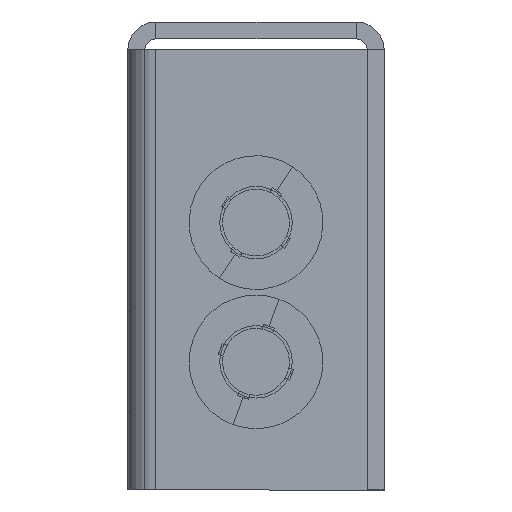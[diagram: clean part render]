
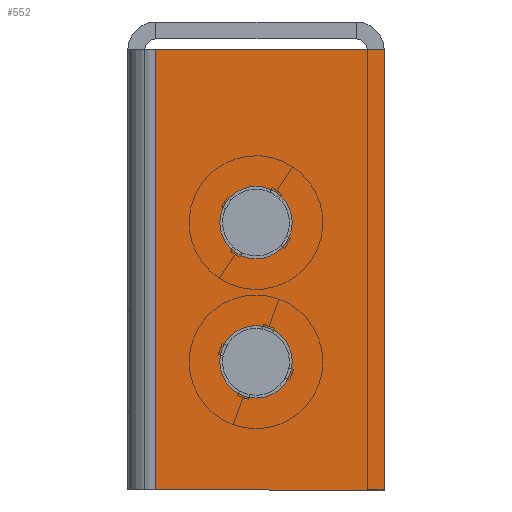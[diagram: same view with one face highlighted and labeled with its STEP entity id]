
A CAD part, front view. The second image highlights one B-rep face of the part: STEP entity #552.
In plain terms, the highlighted planar face has unit normal (0, -1, 0).
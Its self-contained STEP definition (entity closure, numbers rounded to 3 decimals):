
#249 = ORIENTED_EDGE ( 'NONE', *, *, #25177, .T. ) ;
#516 = VERTEX_POINT ( 'NONE', #16038 ) ;
#552 = ADVANCED_FACE ( 'NONE', ( #2527, #10838, #31977 ), #24026, .T. ) ;
#1401 = CARTESIAN_POINT ( 'NONE',  ( 11.5, -1.75, -21. ) ) ;
#1616 = DIRECTION ( 'NONE',  ( 0., 1., 0. ) ) ;
#2527 = FACE_BOUND ( 'NONE', #33186, .T. ) ;
#3326 = AXIS2_PLACEMENT_3D ( 'NONE', #14164, #24746, #24242 ) ;
#3799 = ORIENTED_EDGE ( 'NONE', *, *, #22115, .F. ) ;
#4562 = VECTOR ( 'NONE', #23057, 1000. ) ;
#5663 = CARTESIAN_POINT ( 'NONE',  ( 11.5, -1.75, 18.5 ) ) ;
#6047 = AXIS2_PLACEMENT_3D ( 'NONE', #25830, #15426, #14911 ) ;
#6359 = ORIENTED_EDGE ( 'NONE', *, *, #12213, .T. ) ;
#6967 = EDGE_LOOP ( 'NONE', ( #15868, #6359 ) ) ;
#7279 = LINE ( 'NONE', #1401, #4562 ) ;
#7372 = CARTESIAN_POINT ( 'NONE',  ( 0., -1.75, -6.25 ) ) ;
#8235 = DIRECTION ( 'NONE',  ( 0., -1., 0. ) ) ;
#8258 = EDGE_CURVE ( 'NONE', #27953, #10944, #11021, .T. ) ;
#8938 = DIRECTION ( 'NONE',  ( 1., 0., 0. ) ) ;
#10000 = AXIS2_PLACEMENT_3D ( 'NONE', #28872, #8235, #18823 ) ;
#10434 = CARTESIAN_POINT ( 'NONE',  ( 0., -1.75, -0.25 ) ) ;
#10838 = FACE_BOUND ( 'NONE', #6967, .T. ) ;
#10944 = VERTEX_POINT ( 'NONE', #22513 ) ;
#11021 = LINE ( 'NONE', #5663, #26485 ) ;
#12213 = EDGE_CURVE ( 'NONE', #16750, #13891, #18378, .T. ) ;
#13606 = EDGE_CURVE ( 'NONE', #27953, #17115, #16066, .T. ) ;
#13613 = VERTEX_POINT ( 'NONE', #32186 ) ;
#13891 = VERTEX_POINT ( 'NONE', #7372 ) ;
#14164 = CARTESIAN_POINT ( 'NONE',  ( 0., -1.75, 3. ) ) ;
#14911 = DIRECTION ( 'NONE',  ( 0., 0., 1. ) ) ;
#15368 = CARTESIAN_POINT ( 'NONE',  ( 0., -1.75, -9.5 ) ) ;
#15426 = DIRECTION ( 'NONE',  ( 0., 1., 0. ) ) ;
#15692 = ORIENTED_EDGE ( 'NONE', *, *, #15873, .T. ) ;
#15868 = ORIENTED_EDGE ( 'NONE', *, *, #17643, .T. ) ;
#15873 = EDGE_CURVE ( 'NONE', #20982, #13613, #23068, .T. ) ;
#16038 = CARTESIAN_POINT ( 'NONE',  ( 11.5, -1.75, -21. ) ) ;
#16066 = LINE ( 'NONE', #16250, #26000 ) ;
#16250 = CARTESIAN_POINT ( 'NONE',  ( -9., -1.75, 0. ) ) ;
#16750 = VERTEX_POINT ( 'NONE', #28387 ) ;
#17115 = VERTEX_POINT ( 'NONE', #22600 ) ;
#17398 = DIRECTION ( 'NONE',  ( 0., 0., 1. ) ) ;
#17549 = AXIS2_PLACEMENT_3D ( 'NONE', #30883, #1616, #17398 ) ;
#17643 = EDGE_CURVE ( 'NONE', #13891, #16750, #21013, .T. ) ;
#18352 = AXIS2_PLACEMENT_3D ( 'NONE', #15368, #23532, #25945 ) ;
#18378 = CIRCLE ( 'NONE', #18352, 3.25 ) ;
#18505 = CARTESIAN_POINT ( 'NONE',  ( -9., -1.75, 18.5 ) ) ;
#18823 = DIRECTION ( 'NONE',  ( 1., 0., 0. ) ) ;
#20982 = VERTEX_POINT ( 'NONE', #10434 ) ;
#21013 = CIRCLE ( 'NONE', #6047, 3.25 ) ;
#22115 = EDGE_CURVE ( 'NONE', #516, #17115, #22132, .T. ) ;
#22132 = LINE ( 'NONE', #30429, #24818 ) ;
#22513 = CARTESIAN_POINT ( 'NONE',  ( 11.5, -1.75, 18.5 ) ) ;
#22600 = CARTESIAN_POINT ( 'NONE',  ( -9., -1.75, -21. ) ) ;
#23057 = DIRECTION ( 'NONE',  ( 0., 0., -1. ) ) ;
#23068 = CIRCLE ( 'NONE', #17549, 3.25 ) ;
#23532 = DIRECTION ( 'NONE',  ( 0., 1., 0. ) ) ;
#24026 = PLANE ( 'NONE',  #10000 ) ;
#24221 = EDGE_LOOP ( 'NONE', ( #31811, #33542, #3799, #32742 ) ) ;
#24242 = DIRECTION ( 'NONE',  ( 0., 0., 1. ) ) ;
#24746 = DIRECTION ( 'NONE',  ( 0., 1., 0. ) ) ;
#24818 = VECTOR ( 'NONE', #27669, 1000. ) ;
#25177 = EDGE_CURVE ( 'NONE', #13613, #20982, #33200, .T. ) ;
#25830 = CARTESIAN_POINT ( 'NONE',  ( 0., -1.75, -9.5 ) ) ;
#25945 = DIRECTION ( 'NONE',  ( 0., 0., 1. ) ) ;
#26000 = VECTOR ( 'NONE', #26813, 1000. ) ;
#26485 = VECTOR ( 'NONE', #8938, 1000. ) ;
#26813 = DIRECTION ( 'NONE',  ( 0., 0., -1. ) ) ;
#27669 = DIRECTION ( 'NONE',  ( -1., 0., 0. ) ) ;
#27953 = VERTEX_POINT ( 'NONE', #18505 ) ;
#28387 = CARTESIAN_POINT ( 'NONE',  ( 0., -1.75, -12.75 ) ) ;
#28872 = CARTESIAN_POINT ( 'NONE',  ( 0., -1.75, 0. ) ) ;
#29006 = EDGE_CURVE ( 'NONE', #10944, #516, #7279, .T. ) ;
#30429 = CARTESIAN_POINT ( 'NONE',  ( -10., -1.75, -21. ) ) ;
#30883 = CARTESIAN_POINT ( 'NONE',  ( 0., -1.75, 3. ) ) ;
#31811 = ORIENTED_EDGE ( 'NONE', *, *, #8258, .F. ) ;
#31977 = FACE_OUTER_BOUND ( 'NONE', #24221, .T. ) ;
#32186 = CARTESIAN_POINT ( 'NONE',  ( 0., -1.75, 6.25 ) ) ;
#32742 = ORIENTED_EDGE ( 'NONE', *, *, #29006, .F. ) ;
#33186 = EDGE_LOOP ( 'NONE', ( #249, #15692 ) ) ;
#33200 = CIRCLE ( 'NONE', #3326, 3.25 ) ;
#33542 = ORIENTED_EDGE ( 'NONE', *, *, #13606, .T. ) ;
